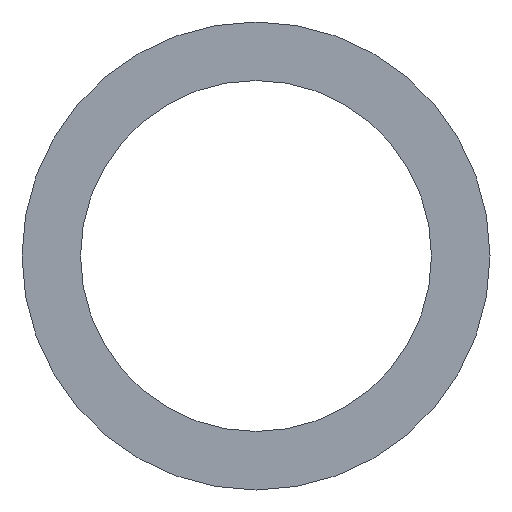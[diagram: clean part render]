
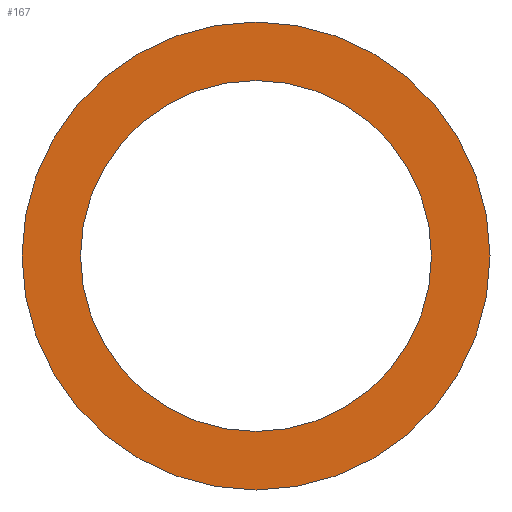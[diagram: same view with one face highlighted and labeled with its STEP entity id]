
A CAD part, front view. The second image highlights one B-rep face of the part: STEP entity #167.
In plain terms, the highlighted planar face has unit normal (0, -1, 0).
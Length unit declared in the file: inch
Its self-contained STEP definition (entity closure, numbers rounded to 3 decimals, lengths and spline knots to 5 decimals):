
#9 = ORIENTED_EDGE ( 'NONE', *, *, #221, .F. ) ;
#25 = AXIS2_PLACEMENT_3D ( 'NONE', #212, #209, #208 ) ;
#58 = DIRECTION ( 'NONE',  ( 0., 0., 1. ) ) ;
#70 = FACE_BOUND ( 'NONE', #168, .T. ) ;
#79 = CIRCLE ( 'NONE', #96, 0.25 ) ;
#81 = EDGE_CURVE ( 'NONE', #182, #244, #154, .T. ) ;
#87 = CIRCLE ( 'NONE', #118, 0.1875 ) ;
#95 = DIRECTION ( 'NONE',  ( 0., 1., 0. ) ) ;
#96 = AXIS2_PLACEMENT_3D ( 'NONE', #127, #123, #122 ) ;
#99 = CARTESIAN_POINT ( 'NONE',  ( 0., 0., -0.25 ) ) ;
#100 = DIRECTION ( 'NONE',  ( 0., 0., 1. ) ) ;
#104 = DIRECTION ( 'NONE',  ( 0., 1., 0. ) ) ;
#105 = CARTESIAN_POINT ( 'NONE',  ( 0., 0., 0. ) ) ;
#117 = FACE_OUTER_BOUND ( 'NONE', #177, .T. ) ;
#118 = AXIS2_PLACEMENT_3D ( 'NONE', #105, #104, #100 ) ;
#120 = CIRCLE ( 'NONE', #25, 0.1875 ) ;
#122 = DIRECTION ( 'NONE',  ( 0., 0., 1. ) ) ;
#123 = DIRECTION ( 'NONE',  ( 0., 1., 0. ) ) ;
#125 = AXIS2_PLACEMENT_3D ( 'NONE', #170, #95, #58 ) ;
#127 = CARTESIAN_POINT ( 'NONE',  ( 0., 0., 0. ) ) ;
#134 = CARTESIAN_POINT ( 'NONE',  ( 0., 0., 0.1875 ) ) ;
#154 = CIRCLE ( 'NONE', #125, 0.25 ) ;
#157 = EDGE_CURVE ( 'NONE', #235, #196, #120, .T. ) ;
#158 = CARTESIAN_POINT ( 'NONE',  ( 0., 0., -0.1875 ) ) ;
#165 = ORIENTED_EDGE ( 'NONE', *, *, #157, .T. ) ;
#167 = ADVANCED_FACE ( 'NONE', ( #117, #70 ), #217, .F. ) ;
#168 = EDGE_LOOP ( 'NONE', ( #165, #169 ) ) ;
#169 = ORIENTED_EDGE ( 'NONE', *, *, #224, .T. ) ;
#170 = CARTESIAN_POINT ( 'NONE',  ( 0., 0., 0. ) ) ;
#177 = EDGE_LOOP ( 'NONE', ( #9, #242 ) ) ;
#182 = VERTEX_POINT ( 'NONE', #190 ) ;
#190 = CARTESIAN_POINT ( 'NONE',  ( 0., 0., 0.25 ) ) ;
#196 = VERTEX_POINT ( 'NONE', #134 ) ;
#199 = DIRECTION ( 'NONE',  ( 0., 0., 1. ) ) ;
#206 = DIRECTION ( 'NONE',  ( 0., 1., 0. ) ) ;
#208 = DIRECTION ( 'NONE',  ( 0., 0., 1. ) ) ;
#209 = DIRECTION ( 'NONE',  ( 0., 1., 0. ) ) ;
#212 = CARTESIAN_POINT ( 'NONE',  ( 0., 0., 0. ) ) ;
#217 = PLANE ( 'NONE',  #248 ) ;
#221 = EDGE_CURVE ( 'NONE', #244, #182, #79, .T. ) ;
#224 = EDGE_CURVE ( 'NONE', #196, #235, #87, .T. ) ;
#226 = CARTESIAN_POINT ( 'NONE',  ( 0., 0., 0. ) ) ;
#235 = VERTEX_POINT ( 'NONE', #158 ) ;
#242 = ORIENTED_EDGE ( 'NONE', *, *, #81, .F. ) ;
#244 = VERTEX_POINT ( 'NONE', #99 ) ;
#248 = AXIS2_PLACEMENT_3D ( 'NONE', #226, #206, #199 ) ;
